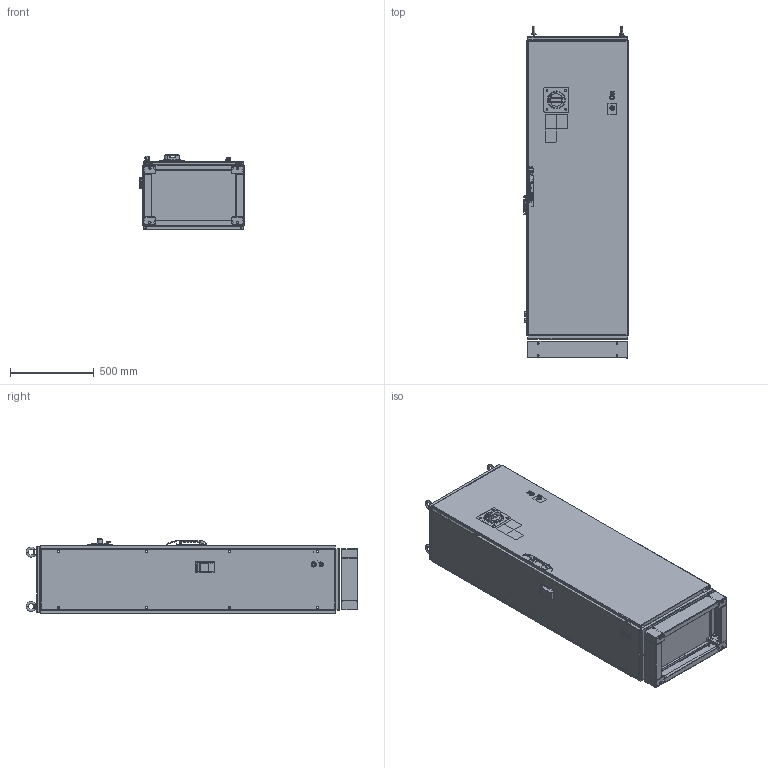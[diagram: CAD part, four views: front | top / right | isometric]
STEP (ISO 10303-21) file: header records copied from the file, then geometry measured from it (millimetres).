
FILE_DESCRIPTION (( 'STEP AP203' ), '1' );
FILE_NAME ('1.5K_LMI_SLIM_Complete_Control_REV2.STEP', '2025-10-06T18:58:35', ( '' ), ( '' ), 'SwSTEP 2.0', 'SolidWorks 2025', '' );
FILE_SCHEMA (( 'CONFIG_CONTROL_DESIGN' ));
Length unit declared in the file: millimetre
Products named in the file (1): 1.5K_LMI_SLIM_Complete_Control_REV2
Bounding box: 630.47 x 1986.19 x 449.89 mm (x, y, z)
Surface area: 5836024.3 mm2 (no closed solid volume)
Topology: 0 solids, 208 shells, 437 faces, 3964 edges, 3711 vertices
Faces by surface type: plane 190, cylinder 147, bspline 38, cone 30, torus 29, sphere 3
Entity records: 46896 total; most frequent: CARTESIAN_POINT 20928, DIRECTION 4460, ORIENTED_EDGE 4252, EDGE_CURVE 3961, VERTEX_POINT 3709, VECTOR 1728, LINE 1728, AXIS2_PLACEMENT_3D 1366
